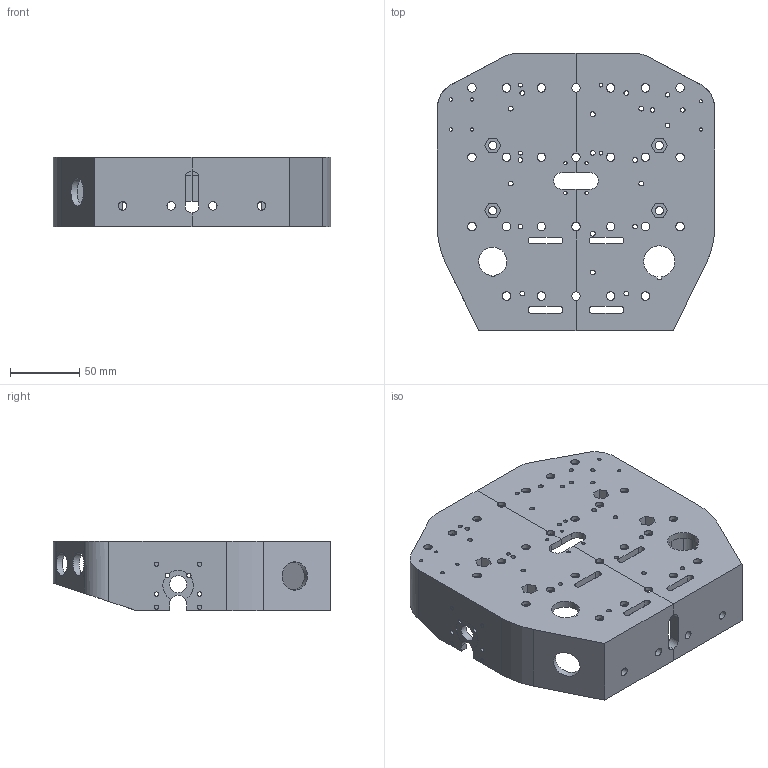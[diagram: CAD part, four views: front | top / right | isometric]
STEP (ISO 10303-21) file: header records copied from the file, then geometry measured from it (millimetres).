
FILE_DESCRIPTION(('FreeCAD Model'),'2;1');
FILE_NAME('Open CASCADE Shape Model','2023-07-10T00:05:31',(''),(''), 'Open CASCADE STEP processor 7.5','FreeCAD','Unknown');
FILE_SCHEMA(('AUTOMOTIVE_DESIGN { 1 0 10303 214 1 1 1 1 }'));
Length unit declared in the file: millimetre
Products named in the file (2): mainchassis; Body
Assembly tree (1 placements, depth 2):
  mainchassis
    Body
Bounding box: 200 x 200 x 50 mm (x, y, z)
Volume: 442078 mm3; surface area: 152385.7 mm2
Topology: 1 solids, 1 shells, 817 faces, 2371 edges, 1571 vertices
Faces by surface type: plane 452, extrusion 210, cylinder 155
Full cylindrical faces by diameter (mm): 1 x12, 2.4 x10, 2.8 x4, 3.1 x16, 3.2 x4, 3.4 x16, 6.1 x30, 12.2 x2, 16.5 x6, 20.4 x1
Entity records: 63527 total; most frequent: CARTESIAN_POINT 18062, DIRECTION 7486, VECTOR 5362, LINE 5152, ORIENTED_EDGE 4742, PCURVE 4742, DEFINITIONAL_REPRESENTATION 4742, EDGE_CURVE 2371
